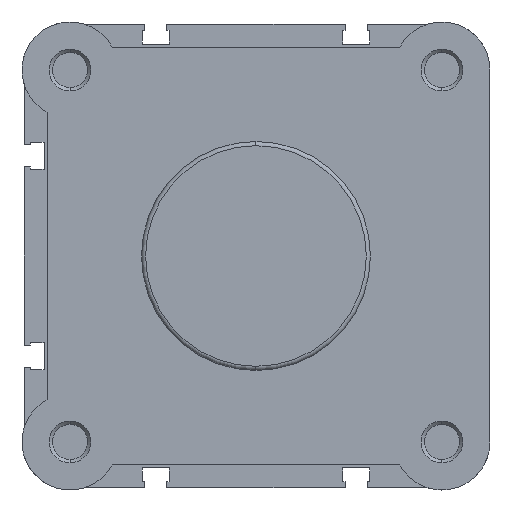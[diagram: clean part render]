
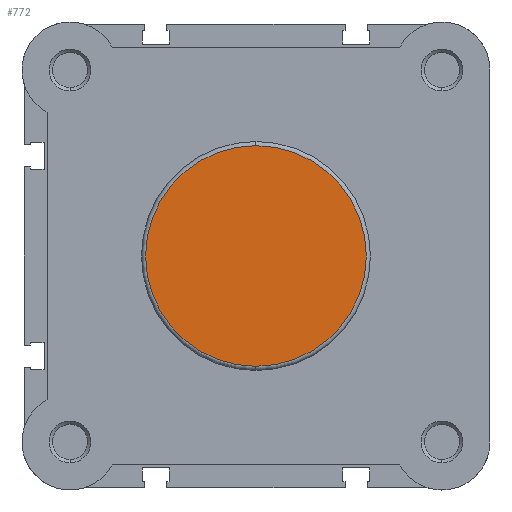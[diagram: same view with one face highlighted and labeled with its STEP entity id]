
A CAD part, left-side view. The second image highlights one B-rep face of the part: STEP entity #772.
In plain terms, the highlighted planar face has unit normal (-1, 0, 0).
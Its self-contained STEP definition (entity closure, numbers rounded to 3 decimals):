
#72 = EDGE_CURVE ( 'NONE', #1450, #1447, #5827, .T. ) ;
#150 = EDGE_LOOP ( 'NONE', ( #5526, #5527 ) ) ;
#772 = ADVANCED_FACE ( 'NONE', ( #6171 ), #3161, .F. ) ;
#1447 = VERTEX_POINT ( 'NONE', #3852 ) ;
#1450 = VERTEX_POINT ( 'NONE', #3855 ) ;
#1790 = EDGE_CURVE ( 'NONE', #1447, #1450, #6712, .T. ) ;
#2039 = AXIS2_PLACEMENT_3D ( 'NONE', #2580, #2581, #2582 ) ;
#2183 = AXIS2_PLACEMENT_3D ( 'NONE', #3164, #3170, #3171 ) ;
#2343 = AXIS2_PLACEMENT_3D ( 'NONE', #4307, #4313, #4314 ) ;
#2580 = CARTESIAN_POINT ( 'NONE',  ( 0., 0., 0. ) ) ;
#2581 = DIRECTION ( 'NONE',  ( -1., 0., 0. ) ) ;
#2582 = DIRECTION ( 'NONE',  ( 0., 0., -1. ) ) ;
#3161 = PLANE ( 'NONE',  #2183 ) ;
#3164 = CARTESIAN_POINT ( 'NONE',  ( 0., 27.4, 0. ) ) ;
#3170 = DIRECTION ( 'NONE',  ( 1., 0., 0. ) ) ;
#3171 = DIRECTION ( 'NONE',  ( 0., 0., -1. ) ) ;
#3852 = CARTESIAN_POINT ( 'NONE',  ( 0., 0., -26.4 ) ) ;
#3855 = CARTESIAN_POINT ( 'NONE',  ( 0., 0., 26.4 ) ) ;
#4307 = CARTESIAN_POINT ( 'NONE',  ( 0., 0., 0. ) ) ;
#4313 = DIRECTION ( 'NONE',  ( -1., 0., 0. ) ) ;
#4314 = DIRECTION ( 'NONE',  ( 0., 0., -1. ) ) ;
#5526 = ORIENTED_EDGE ( 'NONE', *, *, #1790, .T. ) ;
#5527 = ORIENTED_EDGE ( 'NONE', *, *, #72, .T. ) ;
#5827 = CIRCLE ( 'NONE', #2039, 26.4 ) ;
#6171 = FACE_OUTER_BOUND ( 'NONE', #150, .T. ) ;
#6712 = CIRCLE ( 'NONE', #2343, 26.4 ) ;
